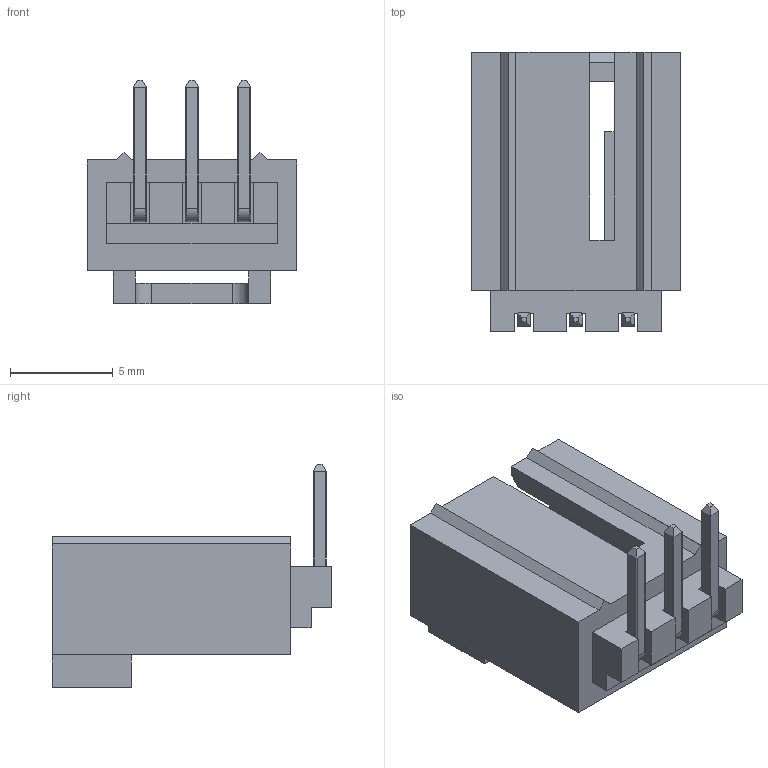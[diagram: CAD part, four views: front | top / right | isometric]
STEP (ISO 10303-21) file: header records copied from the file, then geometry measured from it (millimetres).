
FILE_DESCRIPTION(('FreeCAD Model'),'2;1');
FILE_NAME('Connector_CviLux_CI3303P1H10_1x03_P2.54mm_Horizontal.step','2020-02-21T12:34:29',( 'Author'),(''),'Open CASCADE STEP processor 7.3','FreeCAD','Unknown' );
FILE_SCHEMA(('AUTOMOTIVE_DESIGN { 1 0 10303 214 1 1 1 1 }'));
Length unit declared in the file: millimetre
Products named in the file (7): CI33-T-H002; CI33_10P_BASE_3; CI33-T-H001; CI3303P1H10_1_ASM; CI33-T-H
Assembly tree (4 placements, depth 2):
  CI33-T-H002
  CI33_10P_BASE_3
  CI33-T-H001
  CI3303P1H10_1_ASM
    CI33-T-H002  x3
    CI33_10P_BASE_3
  CI33-T-H
Bounding box: 10.22 x 13.6 x 10.88 mm (x, y, z)
Volume: 832.3 mm3; surface area: 1757 mm2
Topology: 8 solids, 8 shells, 332 faces, 886 edges, 568 vertices
Faces by surface type: plane 244, cylinder 64, torus 24
Entity records: 19769 total; most frequent: CARTESIAN_POINT 5047, DIRECTION 2628, LINE 1914, VECTOR 1914, ORIENTED_EDGE 1468, PCURVE 1468, DEFINITIONAL_REPRESENTATION 1468, EDGE_CURVE 734
